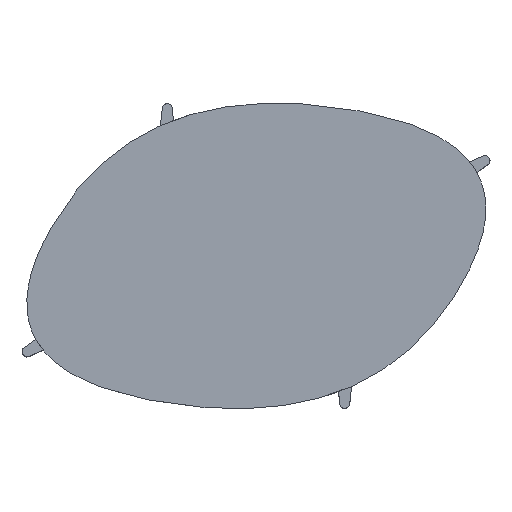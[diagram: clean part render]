
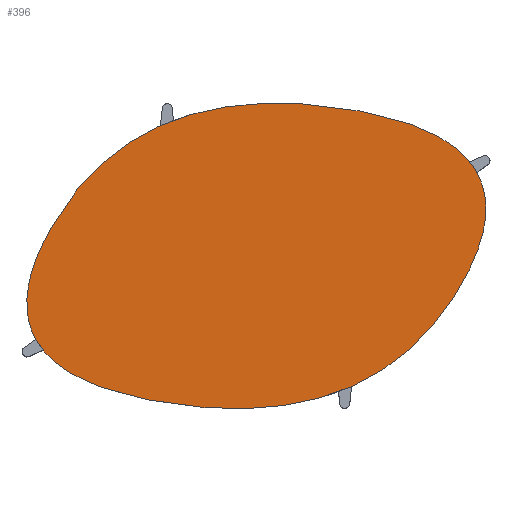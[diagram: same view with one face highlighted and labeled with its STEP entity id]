
A CAD part, top view. The second image highlights one B-rep face of the part: STEP entity #396.
In plain terms, the highlighted planar face has unit normal (0, 0, 1).
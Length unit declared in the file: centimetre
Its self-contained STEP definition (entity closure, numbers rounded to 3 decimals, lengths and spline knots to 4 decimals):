
#396=ADVANCED_FACE('',(#468),#1609,.T.);
#468=FACE_OUTER_BOUND('',#540,.T.);
#540=EDGE_LOOP('',(#826));
#826=ORIENTED_EDGE('',*,*,#1068,.F.);
#1068=EDGE_CURVE('',#1496,#1496,#1325,.T.);
#1325=B_SPLINE_CURVE_WITH_KNOTS('',3,(#3409,#3410,#3411,#3412,#3413,#3414,
#3415,#3416,#3417,#3418,#3419,#3420),.UNSPECIFIED.,.T.,.F.,(4,3,3,2,4),
(0.,1.,2.,3.,4.),.UNSPECIFIED.);
#1496=VERTEX_POINT('',#2979);
#1609=PLANE('',#1712);
#1712=AXIS2_PLACEMENT_3D('',#2943,#1788,$);
#1788=DIRECTION('',(0.,0.,1.));
#2943=CARTESIAN_POINT('',(95.8214,54.9963,40.65));
#2979=CARTESIAN_POINT('',(-1.5199,23.0095,40.65));
#3409=CARTESIAN_POINT('',(-1.5199,23.0095,40.65));
#3410=CARTESIAN_POINT('',(9.7579,42.5434,40.65));
#3411=CARTESIAN_POINT('',(28.8946,50.3572,40.65));
#3412=CARTESIAN_POINT('',(55.8902,46.45,40.65));
#3413=CARTESIAN_POINT('',(82.8858,42.5431,40.65));
#3414=CARTESIAN_POINT('',(90.7448,30.8227,40.65));
#3415=CARTESIAN_POINT('',(79.4673,11.2896,40.65));
#3416=CARTESIAN_POINT('',(68.1895,-8.2447,40.65));
#3417=CARTESIAN_POINT('',(49.0525,-16.0579,40.65));
#3418=CARTESIAN_POINT('',(-4.9387,-8.2452,40.65));
#3419=CARTESIAN_POINT('',(-12.7976,3.4752,40.65));
#3420=CARTESIAN_POINT('',(-1.5199,23.0095,40.65));
